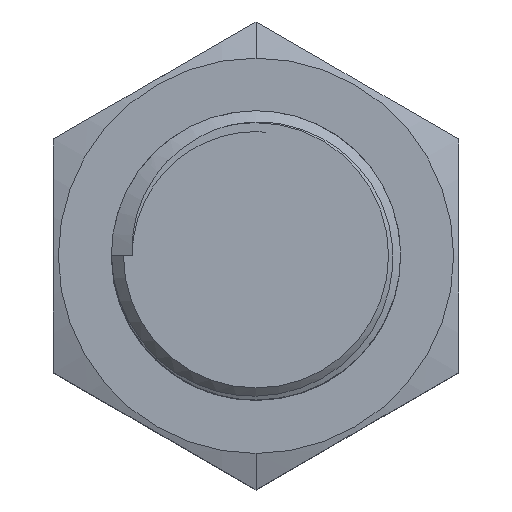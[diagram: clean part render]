
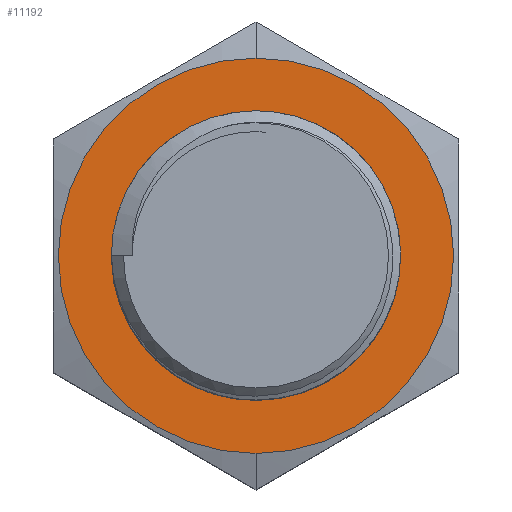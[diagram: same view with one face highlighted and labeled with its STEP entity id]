
A CAD part, top view. The second image highlights one B-rep face of the part: STEP entity #11192.
In plain terms, the highlighted face is planar.
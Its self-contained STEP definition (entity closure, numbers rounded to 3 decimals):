
#10817=CARTESIAN_POINT('',(2.,0.,0.));
#10818=DIRECTION('',(-1.,0.,0.));
#10819=DIRECTION('',(0.,-1.,0.));
#10820=AXIS2_PLACEMENT_3D('',#10817,#10818,#10819);
#10822=CARTESIAN_POINT('',(2.,0.,0.));
#10823=DIRECTION('',(-1.,0.,0.));
#10824=DIRECTION('',(0.,1.,0.));
#10825=AXIS2_PLACEMENT_3D('',#10822,#10823,#10824);
#10827=CARTESIAN_POINT('',(2.,0.,0.));
#10828=DIRECTION('',(1.,0.,0.));
#10829=DIRECTION('',(0.,-1.,0.));
#10830=AXIS2_PLACEMENT_3D('',#10827,#10828,#10829);
#10832=CARTESIAN_POINT('',(2.,0.,0.));
#10833=DIRECTION('',(1.,0.,0.));
#10834=DIRECTION('',(0.,0.,-1.));
#10835=AXIS2_PLACEMENT_3D('',#10832,#10833,#10834);
#10837=CARTESIAN_POINT('',(2.,0.,0.));
#10838=DIRECTION('',(1.,0.,0.));
#10839=DIRECTION('',(0.,1.,0.));
#10840=AXIS2_PLACEMENT_3D('',#10837,#10838,#10839);
#10842=CARTESIAN_POINT('',(2.,0.,0.));
#10843=DIRECTION('',(1.,0.,0.));
#10844=DIRECTION('',(0.,0.,1.));
#10845=AXIS2_PLACEMENT_3D('',#10842,#10843,#10844);
#10985=CARTESIAN_POINT('',(2.,8.199,0.));
#10986=CARTESIAN_POINT('',(2.,-8.199,0.));
#10987=VERTEX_POINT('',#10985);
#10988=VERTEX_POINT('',#10986);
#10989=CARTESIAN_POINT('',(2.,-6.,0.));
#10990=CARTESIAN_POINT('',(2.,0.,-6.));
#10991=VERTEX_POINT('',#10989);
#10992=VERTEX_POINT('',#10990);
#10993=CARTESIAN_POINT('',(2.,6.,0.));
#10994=VERTEX_POINT('',#10993);
#10995=CARTESIAN_POINT('',(2.,0.,6.));
#10996=VERTEX_POINT('',#10995);
#11172=CARTESIAN_POINT('',(2.,0.,0.));
#11173=DIRECTION('',(1.,0.,0.));
#11174=DIRECTION('',(0.,-1.,0.));
#11175=AXIS2_PLACEMENT_3D('',#11172,#11173,#11174);
#11176=PLANE('',#11175);
#11178=ORIENTED_EDGE('',*,*,#11177,.T.);
#11179=ORIENTED_EDGE('',*,*,#11160,.T.);
#11180=EDGE_LOOP('',(#11178,#11179));
#11181=FACE_OUTER_BOUND('',#11180,.F.);
#11183=ORIENTED_EDGE('',*,*,#11182,.T.);
#11185=ORIENTED_EDGE('',*,*,#11184,.T.);
#11187=ORIENTED_EDGE('',*,*,#11186,.T.);
#11189=ORIENTED_EDGE('',*,*,#11188,.T.);
#11190=EDGE_LOOP('',(#11183,#11185,#11187,#11189));
#11191=FACE_BOUND('',#11190,.F.);
#11192=ADVANCED_FACE('',(#11181,#11191),#11176,.T.);
#10821=CIRCLE('',#10820,8.199);
#10826=CIRCLE('',#10825,8.199);
#10831=CIRCLE('',#10830,6.);
#10836=CIRCLE('',#10835,6.);
#10841=CIRCLE('',#10840,6.);
#10846=CIRCLE('',#10845,6.);
#11160=EDGE_CURVE('',#10987,#10988,#10826,.T.);
#11177=EDGE_CURVE('',#10988,#10987,#10821,.T.);
#11182=EDGE_CURVE('',#10991,#10992,#10831,.T.);
#11184=EDGE_CURVE('',#10992,#10994,#10836,.T.);
#11186=EDGE_CURVE('',#10994,#10996,#10841,.T.);
#11188=EDGE_CURVE('',#10996,#10991,#10846,.T.);
